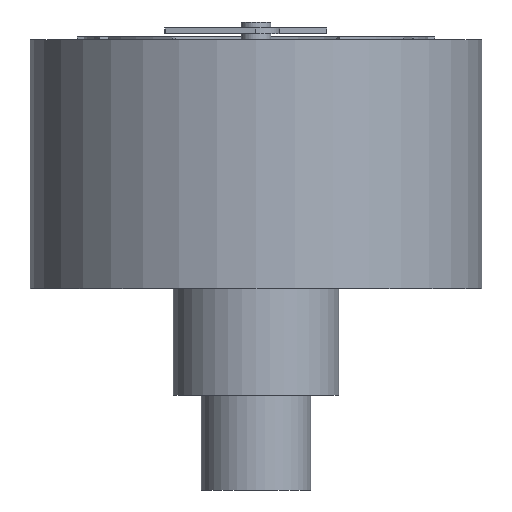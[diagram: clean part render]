
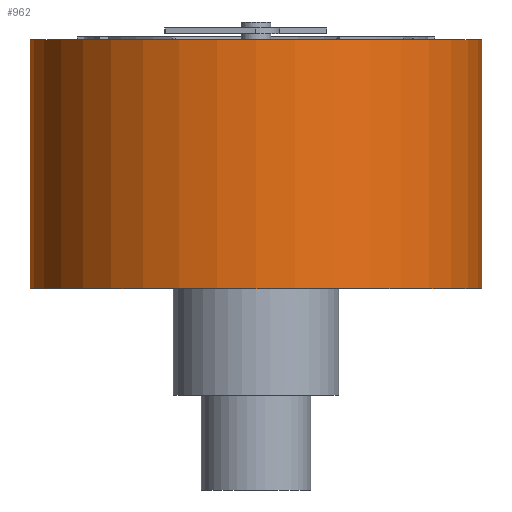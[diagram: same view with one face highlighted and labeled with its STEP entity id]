
A CAD part, front view. The second image highlights one B-rep face of the part: STEP entity #962.
In plain terms, the highlighted cylindrical face has radius 19.05 mm (diameter 38.1 mm), a full revolution.
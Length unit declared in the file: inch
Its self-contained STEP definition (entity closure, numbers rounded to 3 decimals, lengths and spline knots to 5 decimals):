
#246=FACE_BOUND('',#318,.T.);
#260=FACE_OUTER_BOUND('',#317,.T.);
#317=EDGE_LOOP('',(#644));
#318=EDGE_LOOP('',(#645));
#384=CIRCLE('',#1032,0.75);
#385=CIRCLE('',#1033,0.75);
#424=VERTEX_POINT('',#1418);
#425=VERTEX_POINT('',#1420);
#514=EDGE_CURVE('',#424,#424,#384,.T.);
#515=EDGE_CURVE('',#425,#425,#385,.T.);
#644=ORIENTED_EDGE('',*,*,#514,.T.);
#645=ORIENTED_EDGE('',*,*,#515,.F.);
#891=CYLINDRICAL_SURFACE('',#1031,0.75);
#962=ADVANCED_FACE('',(#260,#246),#891,.T.);
#1031=AXIS2_PLACEMENT_3D('',#1417,#1147,#1148);
#1032=AXIS2_PLACEMENT_3D('',#1419,#1149,#1150);
#1033=AXIS2_PLACEMENT_3D('',#1421,#1151,#1152);
#1147=DIRECTION('center_axis',(0.,0.,1.));
#1148=DIRECTION('ref_axis',(1.,0.,0.));
#1149=DIRECTION('center_axis',(0.,0.,1.));
#1150=DIRECTION('ref_axis',(1.,0.,0.));
#1151=DIRECTION('center_axis',(0.,0.,1.));
#1152=DIRECTION('ref_axis',(1.,0.,0.));
#1417=CARTESIAN_POINT('Origin',(0.,0.,0.));
#1418=CARTESIAN_POINT('',(0.75,0.,0.35433));
#1419=CARTESIAN_POINT('Origin',(0.,0.,0.35433));
#1420=CARTESIAN_POINT('',(0.75,0.,1.1811));
#1421=CARTESIAN_POINT('Origin',(0.,0.,1.1811));
